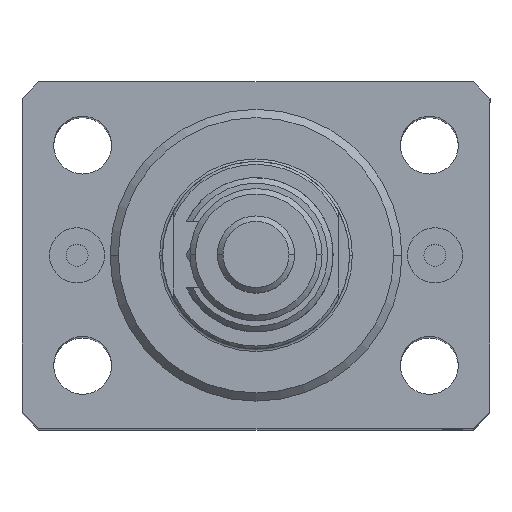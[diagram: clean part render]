
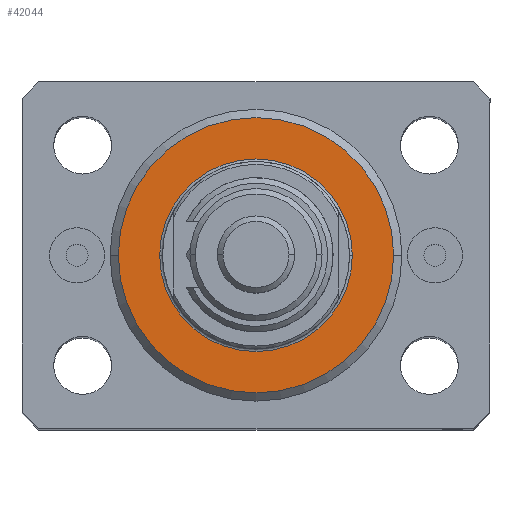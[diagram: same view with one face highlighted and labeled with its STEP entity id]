
A CAD part, top view. The second image highlights one B-rep face of the part: STEP entity #42044.
In plain terms, the highlighted face is planar.
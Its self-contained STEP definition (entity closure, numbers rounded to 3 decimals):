
#714 = CIRCLE ( 'NONE', #25130, 25. ) ;
#1176 = DIRECTION ( 'NONE',  ( 0., 0., -1. ) ) ;
#3346 = CARTESIAN_POINT ( 'NONE',  ( -17.5, 0., 0. ) ) ;
#3597 = EDGE_LOOP ( 'NONE', ( #19908, #10767 ) ) ;
#4279 = VERTEX_POINT ( 'NONE', #3346 ) ;
#6058 = EDGE_LOOP ( 'NONE', ( #42992, #27007 ) ) ;
#6232 = CARTESIAN_POINT ( 'NONE',  ( 0., 0., 0. ) ) ;
#9115 = AXIS2_PLACEMENT_3D ( 'NONE', #39649, #16964, #14074 ) ;
#10060 = FACE_OUTER_BOUND ( 'NONE', #6058, .T. ) ;
#10767 = ORIENTED_EDGE ( 'NONE', *, *, #43397, .T. ) ;
#11059 = EDGE_CURVE ( 'NONE', #13377, #13190, #714, .T. ) ;
#11945 = EDGE_CURVE ( 'NONE', #32577, #4279, #29746, .T. ) ;
#13190 = VERTEX_POINT ( 'NONE', #36786 ) ;
#13246 = CIRCLE ( 'NONE', #33128, 17.5 ) ;
#13377 = VERTEX_POINT ( 'NONE', #40791 ) ;
#14074 = DIRECTION ( 'NONE',  ( 1., 0., 0. ) ) ;
#16359 = DIRECTION ( 'NONE',  ( 1., 0., 0. ) ) ;
#16964 = DIRECTION ( 'NONE',  ( 0., 0., 1. ) ) ;
#19214 = CARTESIAN_POINT ( 'NONE',  ( 0., 0., 0. ) ) ;
#19908 = ORIENTED_EDGE ( 'NONE', *, *, #11945, .T. ) ;
#20483 = AXIS2_PLACEMENT_3D ( 'NONE', #46211, #38338, #16359 ) ;
#20694 = EDGE_CURVE ( 'NONE', #13190, #13377, #41087, .T. ) ;
#20780 = DIRECTION ( 'NONE',  ( 1., 0., 0. ) ) ;
#22781 = CARTESIAN_POINT ( 'NONE',  ( 17.5, 0., 0. ) ) ;
#23891 = CARTESIAN_POINT ( 'NONE',  ( 0., 0., 0. ) ) ;
#25130 = AXIS2_PLACEMENT_3D ( 'NONE', #23891, #1176, #20780 ) ;
#27007 = ORIENTED_EDGE ( 'NONE', *, *, #20694, .T. ) ;
#27091 = DIRECTION ( 'NONE',  ( 0., 0., 1. ) ) ;
#29746 = CIRCLE ( 'NONE', #9115, 17.5 ) ;
#31348 = DIRECTION ( 'NONE',  ( 0., 0., 1. ) ) ;
#32577 = VERTEX_POINT ( 'NONE', #22781 ) ;
#33128 = AXIS2_PLACEMENT_3D ( 'NONE', #19214, #27091, #41669 ) ;
#35170 = FACE_BOUND ( 'NONE', #3597, .T. ) ;
#36786 = CARTESIAN_POINT ( 'NONE',  ( -25., 0., 0. ) ) ;
#38338 = DIRECTION ( 'NONE',  ( 0., 0., -1. ) ) ;
#39649 = CARTESIAN_POINT ( 'NONE',  ( 0., 0., 0. ) ) ;
#39947 = AXIS2_PLACEMENT_3D ( 'NONE', #6232, #31348, #46881 ) ;
#40791 = CARTESIAN_POINT ( 'NONE',  ( 25., 0., 0. ) ) ;
#41087 = CIRCLE ( 'NONE', #20483, 25. ) ;
#41669 = DIRECTION ( 'NONE',  ( 1., 0., 0. ) ) ;
#42044 = ADVANCED_FACE ( 'NONE', ( #35170, #10060 ), #46176, .F. ) ;
#42992 = ORIENTED_EDGE ( 'NONE', *, *, #11059, .T. ) ;
#43397 = EDGE_CURVE ( 'NONE', #4279, #32577, #13246, .T. ) ;
#46176 = PLANE ( 'NONE',  #39947 ) ;
#46211 = CARTESIAN_POINT ( 'NONE',  ( 0., 0., 0. ) ) ;
#46881 = DIRECTION ( 'NONE',  ( 1., 0., 0. ) ) ;
